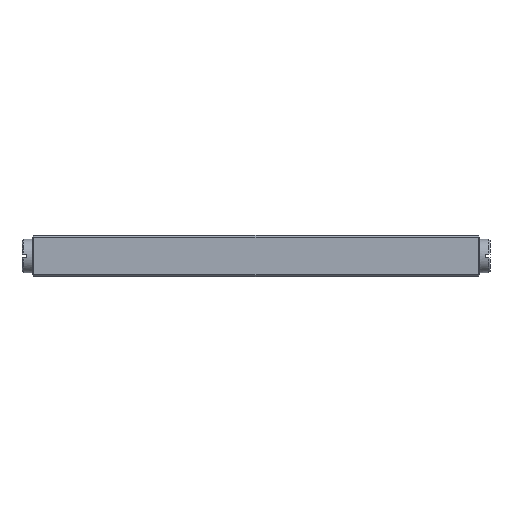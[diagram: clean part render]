
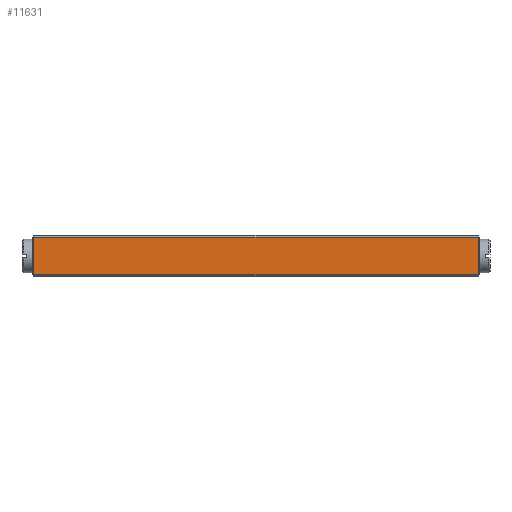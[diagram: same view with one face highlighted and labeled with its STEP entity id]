
A CAD part, front view. The second image highlights one B-rep face of the part: STEP entity #11631.
In plain terms, the highlighted planar face has unit normal (0, -1, 0).
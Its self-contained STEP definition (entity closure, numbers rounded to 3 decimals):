
#9568=FACE_OUTER_BOUND('',#17718,.T.);
#11631=ADVANCED_FACE('',(#9568),#13790,.T.);
#13790=PLANE('',#48450);
#17718=EDGE_LOOP('',(#21932,#21933,#21934,#21935));
#21932=ORIENTED_EDGE('',*,*,#35896,.T.);
#21933=ORIENTED_EDGE('',*,*,#35897,.T.);
#21934=ORIENTED_EDGE('',*,*,#35898,.T.);
#21935=ORIENTED_EDGE('',*,*,#35899,.T.);
#31906=VERTEX_POINT('',#64304);
#31907=VERTEX_POINT('',#64305);
#31908=VERTEX_POINT('',#64307);
#31909=VERTEX_POINT('',#64309);
#35896=EDGE_CURVE('',#31906,#31907,#41166,.T.);
#35897=EDGE_CURVE('',#31907,#31908,#41167,.T.);
#35898=EDGE_CURVE('',#31908,#31909,#41168,.T.);
#35899=EDGE_CURVE('',#31909,#31906,#41169,.T.);
#41166=LINE('',#64303,#45074);
#41167=LINE('',#64306,#45075);
#41168=LINE('',#64308,#45076);
#41169=LINE('',#64310,#45077);
#45074=VECTOR('',#52401,1.);
#45075=VECTOR('',#52402,1.);
#45076=VECTOR('',#52403,1.);
#45077=VECTOR('',#52404,1.);
#48450=AXIS2_PLACEMENT_3D('',#64311,#52405,#52406);
#52401=DIRECTION('',(0.,0.,1.));
#52402=DIRECTION('',(-1.,0.,0.));
#52403=DIRECTION('',(0.,0.,-1.));
#52404=DIRECTION('',(1.,0.,0.));
#52405=DIRECTION('',(0.,-1.,0.));
#52406=DIRECTION('',(0.,0.,-1.));
#64303=CARTESIAN_POINT('',(119.5,-12.,11.));
#64304=CARTESIAN_POINT('',(119.5,-12.,0.5));
#64305=CARTESIAN_POINT('',(119.5,-12.,10.5));
#64306=CARTESIAN_POINT('',(60.,-12.,10.5));
#64307=CARTESIAN_POINT('',(0.5,-12.,10.5));
#64308=CARTESIAN_POINT('',(0.5,-12.,11.));
#64309=CARTESIAN_POINT('',(0.5,-12.,0.5));
#64310=CARTESIAN_POINT('',(60.,-12.,0.5));
#64311=CARTESIAN_POINT('',(60.,-12.,11.));
